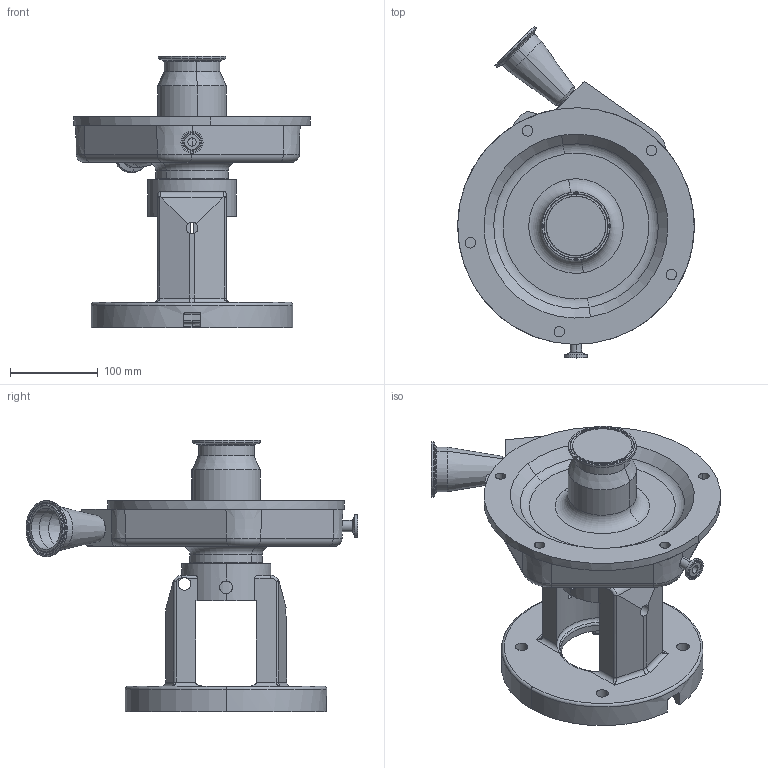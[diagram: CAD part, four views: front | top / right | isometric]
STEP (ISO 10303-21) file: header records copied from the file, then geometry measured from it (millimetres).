
FILE_DESCRIPTION (( 'STEP AP214' ), '1' );
FILE_NAME ('FPX 741-742 250TC 45L 1-2 In STRAIGHT DRAIN.STEP', '2022-12-16T17:42:22', ( '' ), ( '' ), 'SwSTEP 2.0', 'SolidWorks 2021', '' );
FILE_SCHEMA (( 'AUTOMOTIVE_DESIGN' ));
Length unit declared in the file: millimetre
Products named in the file (2): FPX 741-742 250TC 45L 1-2 In STRAIGHT DRAIN; FPX 740 250TC 45L 1-2 In STRAIGHT DRSIN^1275000082.STEP
Assembly tree (1 placements, depth 2):
  FPX 741-742 250TC 45L 1-2 In STRAIGHT DRAIN
    FPX 740 250TC 45L 1-2 In STRAIGHT DRSIN^1275000082.STEP
Bounding box: 269.96 x 378.86 x 310 mm (x, y, z)
Volume: 3820203.1 mm3; surface area: 487648.4 mm2
Topology: 1 solids, 2 shells, 391 faces, 953 edges, 563 vertices
Faces by surface type: cylinder 148, torus 103, plane 72, cone 42, bspline 19, sphere 7
Entity records: 19183 total; most frequent: CARTESIAN_POINT 9948, DIRECTION 2050, ORIENTED_EDGE 1890, EDGE_CURVE 945, AXIS2_PLACEMENT_3D 868, VERTEX_POINT 562, CIRCLE 492, EDGE_LOOP 421
